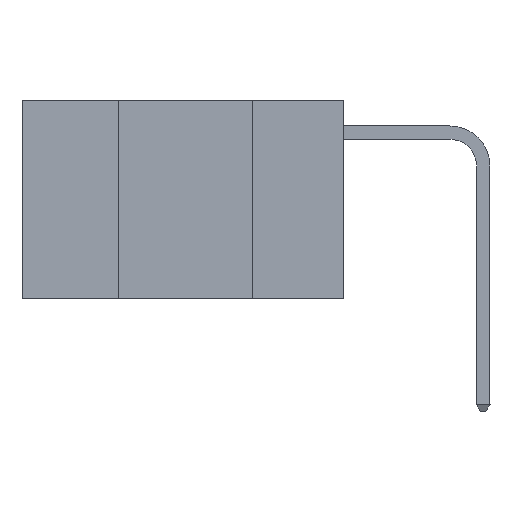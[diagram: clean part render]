
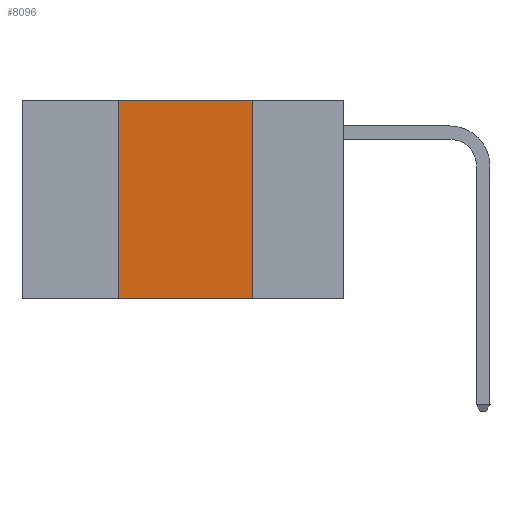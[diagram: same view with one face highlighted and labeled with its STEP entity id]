
A CAD part, left-side view. The second image highlights one B-rep face of the part: STEP entity #8096.
In plain terms, the highlighted planar face has unit normal (-1, 0, 0).
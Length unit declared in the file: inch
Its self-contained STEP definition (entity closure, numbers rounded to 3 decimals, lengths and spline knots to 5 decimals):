
#1326 = ORIENTED_EDGE ( 'NONE', *, *, #8899, .F. ) ;
#1423 = CARTESIAN_POINT ( 'NONE',  ( 0., 0.42, 0. ) ) ;
#2060 = DIRECTION ( 'NONE',  ( 0., -1., 0. ) ) ;
#2252 = CARTESIAN_POINT ( 'NONE',  ( 0., 0.6, 0. ) ) ;
#3733 = VERTEX_POINT ( 'NONE', #8247 ) ;
#4812 = LINE ( 'NONE', #1423, #25198 ) ;
#5764 = CARTESIAN_POINT ( 'NONE',  ( 0., 0.17, 0. ) ) ;
#8096 = ADVANCED_FACE ( 'NONE', ( #22303 ), #8489, .F. ) ;
#8247 = CARTESIAN_POINT ( 'NONE',  ( 0., 0.42, 0. ) ) ;
#8329 = VECTOR ( 'NONE', #13268, 39.37008 ) ;
#8489 = PLANE ( 'NONE',  #13598 ) ;
#8899 = EDGE_CURVE ( 'NONE', #23724, #12505, #23997, .T. ) ;
#10535 = DIRECTION ( 'NONE',  ( 0., 0., -1. ) ) ;
#10715 = VECTOR ( 'NONE', #23329, 39.37008 ) ;
#11212 = CARTESIAN_POINT ( 'NONE',  ( 0., 0.17, 0. ) ) ;
#11642 = CARTESIAN_POINT ( 'NONE',  ( 0., 0.6, 0. ) ) ;
#12307 = CARTESIAN_POINT ( 'NONE',  ( 0., 0.6, -0.37 ) ) ;
#12505 = VERTEX_POINT ( 'NONE', #15306 ) ;
#13069 = ORIENTED_EDGE ( 'NONE', *, *, #19340, .F. ) ;
#13169 = EDGE_LOOP ( 'NONE', ( #1326, #13069, #14730, #24154 ) ) ;
#13268 = DIRECTION ( 'NONE',  ( 0., 0., -1. ) ) ;
#13598 = AXIS2_PLACEMENT_3D ( 'NONE', #2252, #22321, #10535 ) ;
#14730 = ORIENTED_EDGE ( 'NONE', *, *, #16027, .F. ) ;
#15306 = CARTESIAN_POINT ( 'NONE',  ( 0., 0.17, -0.37 ) ) ;
#16027 = EDGE_CURVE ( 'NONE', #20806, #3733, #4812, .T. ) ;
#18386 = VECTOR ( 'NONE', #2060, 39.37008 ) ;
#19340 = EDGE_CURVE ( 'NONE', #3733, #23724, #20604, .T. ) ;
#19642 = DIRECTION ( 'NONE',  ( 0., 0., 1. ) ) ;
#20604 = LINE ( 'NONE', #11642, #10715 ) ;
#20806 = VERTEX_POINT ( 'NONE', #23989 ) ;
#22007 = EDGE_CURVE ( 'NONE', #20806, #12505, #24033, .T. ) ;
#22303 = FACE_OUTER_BOUND ( 'NONE', #13169, .T. ) ;
#22321 = DIRECTION ( 'NONE',  ( 1., 0., 0. ) ) ;
#23329 = DIRECTION ( 'NONE',  ( 0., -1., 0. ) ) ;
#23724 = VERTEX_POINT ( 'NONE', #5764 ) ;
#23989 = CARTESIAN_POINT ( 'NONE',  ( 0., 0.42, -0.37 ) ) ;
#23997 = LINE ( 'NONE', #11212, #8329 ) ;
#24033 = LINE ( 'NONE', #12307, #18386 ) ;
#24154 = ORIENTED_EDGE ( 'NONE', *, *, #22007, .T. ) ;
#25198 = VECTOR ( 'NONE', #19642, 39.37008 ) ;
